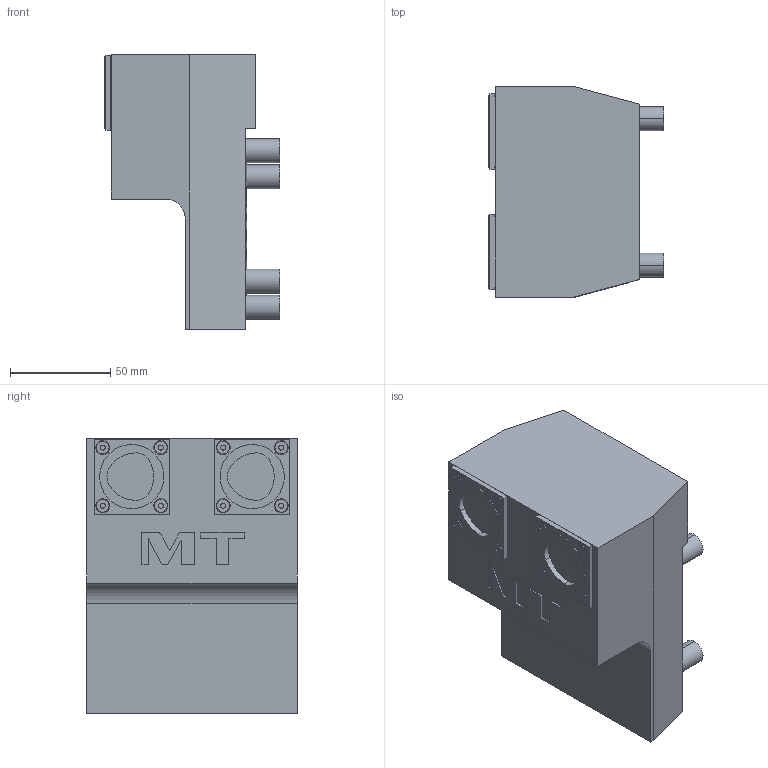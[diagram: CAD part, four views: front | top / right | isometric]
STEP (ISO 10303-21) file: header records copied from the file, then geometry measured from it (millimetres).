
FILE_DESCRIPTION((''),'2;1');
FILE_NAME('OKU0393220_CONF','2023-04-20T14:09:09',('gvalli'),('M.T. srl'),'CREO PARAMETRIC BY PTC INC, 2021072','CREO PARAMETRIC BY PTC INC, 2021072','');
FILE_SCHEMA(('CONFIG_CONTROL_DESIGN'));
Length unit declared in the file: millimetre
Products named in the file (1): OKU0393220_CONF
Bounding box: 87.3 x 105 x 137 mm (x, y, z)
Volume: 711157.9 mm3; surface area: 60102.5 mm2
Topology: 1 solids, 1 shells, 179 faces, 413 edges, 268 vertices
Faces by surface type: plane 91, cylinder 61, torus 22, cone 3, extrusion 2
Entity records: 5282 total; most frequent: CARTESIAN_POINT 1015, DIRECTION 934, ORIENTED_EDGE 826, EDGE_CURVE 413, AXIS2_PLACEMENT_3D 349, VERTEX_POINT 268, VECTOR 236, LINE 234
